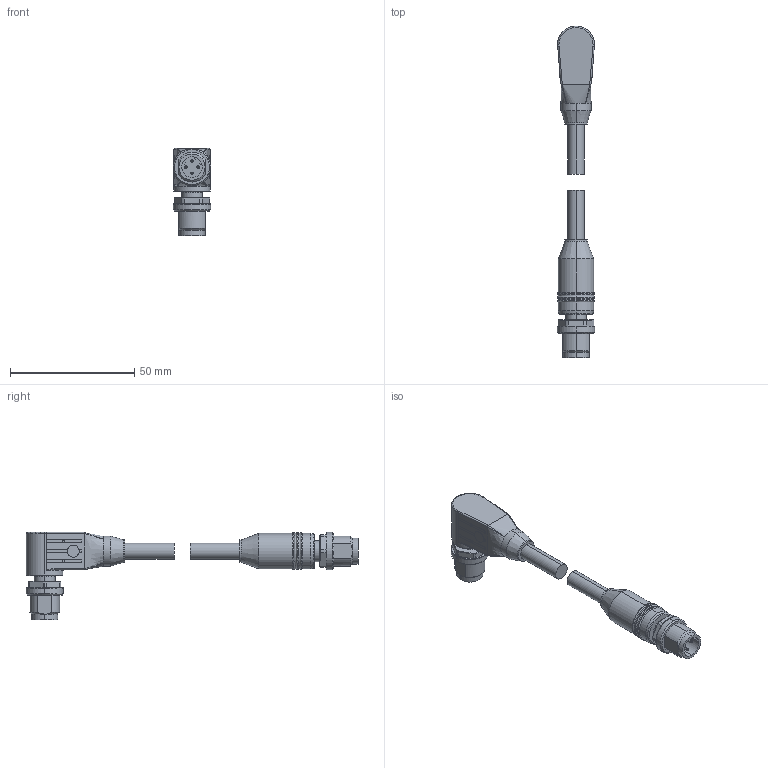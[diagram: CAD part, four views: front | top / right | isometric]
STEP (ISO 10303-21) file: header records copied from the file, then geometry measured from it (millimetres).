
FILE_DESCRIPTION (( 'STEP AP203' ), '1' );
FILE_NAME ('7700-44541-S4U1500.step', '2021-12-20T18:08:29', ( '' ), ( '' ), 'SwSTEP 2.0', 'SolidWorks 2021', '' );
FILE_SCHEMA (( 'CONFIG_CONTROL_DESIGN' ));
Length unit declared in the file: inch
Products named in the file (3): 7700-44541-S4U1500; 7700-44541-S4U1500_2; 7700-44541-S4U1500_1
Assembly tree (2 placements, depth 2):
  7700-44541-S4U1500
    7700-44541-S4U1500_1
    7700-44541-S4U1500_2
Bounding box: 15 x 133.45 x 35 mm (x, y, z)
Volume: 15655.7 mm3; surface area: 7043.1 mm2
Topology: 2 solids, 2 shells, 284 faces, 680 edges, 420 vertices
Faces by surface type: plane 114, cylinder 90, bspline 32, cone 32, torus 16
Entity records: 9582 total; most frequent: CARTESIAN_POINT 2791, DIRECTION 1386, ORIENTED_EDGE 1348, EDGE_CURVE 674, AXIS2_PLACEMENT_3D 545, VERTEX_POINT 420, EDGE_LOOP 310, VECTOR 296
